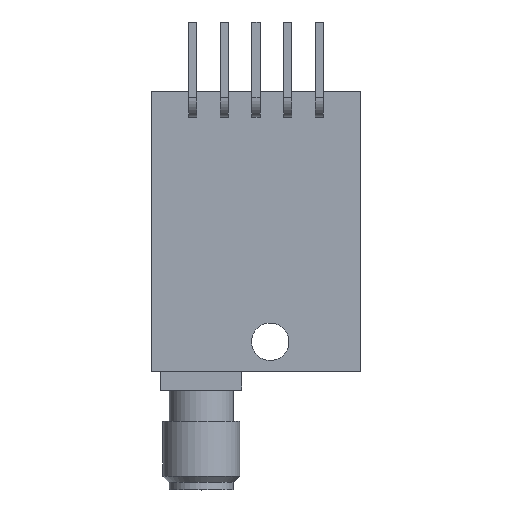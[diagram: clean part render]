
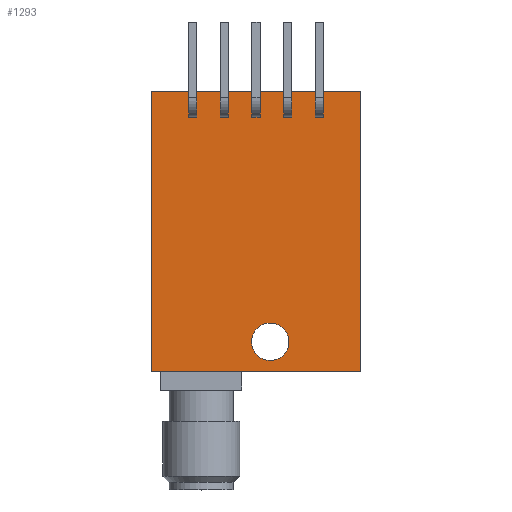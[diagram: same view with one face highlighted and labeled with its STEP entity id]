
A CAD part, top view. The second image highlights one B-rep face of the part: STEP entity #1293.
In plain terms, the highlighted planar face has unit normal (0, 0, 1).
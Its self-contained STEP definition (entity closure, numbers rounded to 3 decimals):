
#26=FACE_BOUND('',#250,.T.);
#80=CIRCLE('',#1428,1.5);
#170=FACE_OUTER_BOUND('',#249,.T.);
#249=EDGE_LOOP('',(#1148,#1149,#1150,#1151));
#250=EDGE_LOOP('',(#1152));
#384=LINE('',#2148,#525);
#387=LINE('',#2154,#528);
#390=LINE('',#2160,#531);
#393=LINE('',#2164,#534);
#525=VECTOR('',#1779,10.);
#528=VECTOR('',#1784,10.);
#531=VECTOR('',#1789,10.);
#534=VECTOR('',#1794,10.);
#638=VERTEX_POINT('',#2136);
#642=VERTEX_POINT('',#2145);
#643=VERTEX_POINT('',#2147);
#645=VERTEX_POINT('',#2153);
#647=VERTEX_POINT('',#2159);
#803=EDGE_CURVE('',#638,#638,#80,.T.);
#808=EDGE_CURVE('',#643,#642,#384,.T.);
#811=EDGE_CURVE('',#645,#643,#387,.T.);
#814=EDGE_CURVE('',#647,#645,#390,.T.);
#817=EDGE_CURVE('',#642,#647,#393,.T.);
#1148=ORIENTED_EDGE('',*,*,#817,.T.);
#1149=ORIENTED_EDGE('',*,*,#814,.T.);
#1150=ORIENTED_EDGE('',*,*,#811,.T.);
#1151=ORIENTED_EDGE('',*,*,#808,.T.);
#1152=ORIENTED_EDGE('',*,*,#803,.T.);
#1217=PLANE('',#1434);
#1293=ADVANCED_FACE('',(#170,#26),#1217,.T.);
#1428=AXIS2_PLACEMENT_3D('',#2137,#1770,#1771);
#1434=AXIS2_PLACEMENT_3D('',#2165,#1795,#1796);
#1770=DIRECTION('center_axis',(0.,0.,-1.));
#1771=DIRECTION('ref_axis',(1.,0.,0.));
#1779=DIRECTION('',(1.,0.,0.));
#1784=DIRECTION('',(0.,-1.,0.));
#1789=DIRECTION('',(-1.,0.,0.));
#1794=DIRECTION('',(0.,1.,0.));
#1795=DIRECTION('center_axis',(0.,0.,1.));
#1796=DIRECTION('ref_axis',(1.,0.,0.));
#2136=CARTESIAN_POINT('',(-0.36,-8.83,1.6));
#2137=CARTESIAN_POINT('Origin',(1.14,-8.83,1.6));
#2145=CARTESIAN_POINT('',(8.38,-11.24,1.6));
#2147=CARTESIAN_POINT('',(-8.38,-11.24,1.6));
#2148=CARTESIAN_POINT('',(-8.38,-11.24,1.6));
#2153=CARTESIAN_POINT('',(-8.38,11.24,1.6));
#2154=CARTESIAN_POINT('',(-8.38,11.24,1.6));
#2159=CARTESIAN_POINT('',(8.38,11.24,1.6));
#2160=CARTESIAN_POINT('',(8.38,11.24,1.6));
#2164=CARTESIAN_POINT('',(8.38,-11.24,1.6));
#2165=CARTESIAN_POINT('Origin',(0.,0.,
1.6));
